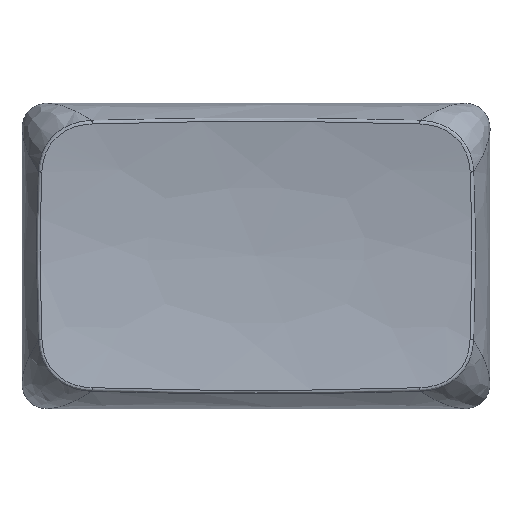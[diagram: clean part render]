
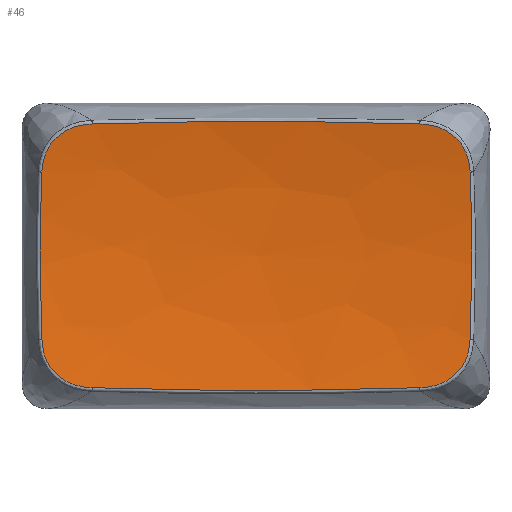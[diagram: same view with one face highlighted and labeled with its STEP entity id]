
A CAD part, top view. The second image highlights one B-rep face of the part: STEP entity #46.
In plain terms, the highlighted free-form (B-spline) face has degree [2, 2] with [3, 3] control points.
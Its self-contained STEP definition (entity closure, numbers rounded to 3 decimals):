
#46=ADVANCED_FACE('',(#176),#1896,.T.);
#176=FACE_OUTER_BOUND('',#305,.T.);
#305=EDGE_LOOP('',(#562,#563,#564,#565,#566,#567,#568,#569));
#562=ORIENTED_EDGE('',*,*,#1123,.T.);
#563=ORIENTED_EDGE('',*,*,#1117,.F.);
#564=ORIENTED_EDGE('',*,*,#1119,.F.);
#565=ORIENTED_EDGE('',*,*,#1118,.T.);
#566=ORIENTED_EDGE('',*,*,#1122,.F.);
#567=ORIENTED_EDGE('',*,*,#1120,.T.);
#568=ORIENTED_EDGE('',*,*,#1121,.T.);
#569=ORIENTED_EDGE('',*,*,#1116,.F.);
#1116=EDGE_CURVE('',#1738,#1741,#1392,.T.);
#1117=EDGE_CURVE('',#1745,#1739,#1393,.T.);
#1118=EDGE_CURVE('',#1742,#1743,#1394,.T.);
#1119=EDGE_CURVE('',#1742,#1745,#1395,.T.);
#1120=EDGE_CURVE('',#1744,#1740,#1396,.T.);
#1121=EDGE_CURVE('',#1740,#1741,#1397,.T.);
#1122=EDGE_CURVE('',#1744,#1743,#1398,.T.);
#1123=EDGE_CURVE('',#1738,#1739,#1399,.T.);
#1392=(
BOUNDED_CURVE()
B_SPLINE_CURVE(3,(#3808,#3809,#3810,#3811,#3812,#3813,#3814),
 .UNSPECIFIED.,.F.,.F.)
B_SPLINE_CURVE_WITH_KNOTS((4,1,1,1,4),(0.074,1.036,
2.015,3.328,4.636),.UNSPECIFIED.)
CURVE()
GEOMETRIC_REPRESENTATION_ITEM()
RATIONAL_B_SPLINE_CURVE((1.,1.,1.,1.,1.,1.,1.))
REPRESENTATION_ITEM('')
);
#1393=(
BOUNDED_CURVE()
B_SPLINE_CURVE(3,(#3815,#3816,#3817,#3818,#3819,#3820,#3821),
 .UNSPECIFIED.,.F.,.F.)
B_SPLINE_CURVE_WITH_KNOTS((4,1,1,1,4),(0.083,1.391,
2.704,3.683,4.645),.UNSPECIFIED.)
CURVE()
GEOMETRIC_REPRESENTATION_ITEM()
RATIONAL_B_SPLINE_CURVE((1.,1.,1.,1.,1.,1.,1.))
REPRESENTATION_ITEM('')
);
#1394=(
BOUNDED_CURVE()
B_SPLINE_CURVE(3,(#3822,#3823,#3824,#3825,#3826,#3827,#3828),
 .UNSPECIFIED.,.F.,.F.)
B_SPLINE_CURVE_WITH_KNOTS((4,1,1,1,4),(0.083,1.391,
2.704,3.683,4.645),.UNSPECIFIED.)
CURVE()
GEOMETRIC_REPRESENTATION_ITEM()
RATIONAL_B_SPLINE_CURVE((1.,1.,1.,1.,1.,1.,1.))
REPRESENTATION_ITEM('')
);
#1395=(
BOUNDED_CURVE()
B_SPLINE_CURVE(3,(#3829,#3830,#3831,#3832,#3833,#3834,#3835),
 .UNSPECIFIED.,.F.,.F.)
B_SPLINE_CURVE_WITH_KNOTS((4,3,4),(-0.083,9.547,
19.176),.UNSPECIFIED.)
CURVE()
GEOMETRIC_REPRESENTATION_ITEM()
RATIONAL_B_SPLINE_CURVE((1.,1.,1.,1.,1.,1.,1.))
REPRESENTATION_ITEM('')
);
#1396=(
BOUNDED_CURVE()
B_SPLINE_CURVE(3,(#3836,#3837,#3838,#3839,#3840,#3841,#3842),
 .UNSPECIFIED.,.F.,.F.)
B_SPLINE_CURVE_WITH_KNOTS((4,1,1,1,4),(0.074,1.036,
2.015,3.328,4.636),.UNSPECIFIED.)
CURVE()
GEOMETRIC_REPRESENTATION_ITEM()
RATIONAL_B_SPLINE_CURVE((1.,1.,1.,1.,1.,1.,
1.))
REPRESENTATION_ITEM('')
);
#1397=(
BOUNDED_CURVE()
B_SPLINE_CURVE(3,(#3843,#3844,#3845,#3846,#3847,#3848,#3849),
 .UNSPECIFIED.,.F.,.F.)
B_SPLINE_CURVE_WITH_KNOTS((4,3,4),(-0.083,9.547,
19.176),.UNSPECIFIED.)
CURVE()
GEOMETRIC_REPRESENTATION_ITEM()
RATIONAL_B_SPLINE_CURVE((1.,1.,1.,1.,1.,1.,1.))
REPRESENTATION_ITEM('')
);
#1398=(
BOUNDED_CURVE()
B_SPLINE_CURVE(3,(#3850,#3851,#3852,#3853,#3854),.UNSPECIFIED.,.F.,.F.)
B_SPLINE_CURVE_WITH_KNOTS((4,1,4),(-0.074,4.865,
9.805),.UNSPECIFIED.)
CURVE()
GEOMETRIC_REPRESENTATION_ITEM()
RATIONAL_B_SPLINE_CURVE((1.,1.,1.,1.,1.))
REPRESENTATION_ITEM('')
);
#1399=(
BOUNDED_CURVE()
B_SPLINE_CURVE(3,(#3855,#3856,#3857,#3858,#3859,#3860,#3861),
 .UNSPECIFIED.,.F.,.F.)
B_SPLINE_CURVE_WITH_KNOTS((4,3,4),(-0.074,4.865,
9.805),.UNSPECIFIED.)
CURVE()
GEOMETRIC_REPRESENTATION_ITEM()
RATIONAL_B_SPLINE_CURVE((1.,1.,1.,1.,1.,1.,1.))
REPRESENTATION_ITEM('')
);
#1738=VERTEX_POINT('',#3232);
#1739=VERTEX_POINT('',#3233);
#1740=VERTEX_POINT('',#3234);
#1741=VERTEX_POINT('',#3235);
#1742=VERTEX_POINT('',#3236);
#1743=VERTEX_POINT('',#3237);
#1744=VERTEX_POINT('',#3238);
#1745=VERTEX_POINT('',#3239);
#1896=(
BOUNDED_SURFACE()
B_SPLINE_SURFACE(2,2,((#2662,#2663,#2664),(#2665,#2666,#2667),(#2668,#2669,
#2670)),.UNSPECIFIED.,.F.,.F.,.F.)
B_SPLINE_SURFACE_WITH_KNOTS((3,3),(3,3),(70.545,86.535),
(227.56,243.679),.UNSPECIFIED.)
GEOMETRIC_REPRESENTATION_ITEM()
RATIONAL_B_SPLINE_SURFACE(((0.947,0.934,0.947),
(0.935,0.922,0.935),(0.947,
0.934,0.947)))
REPRESENTATION_ITEM('')
SURFACE()
);
#2662=CARTESIAN_POINT('',(-12.73,8.033,8.101));
#2663=CARTESIAN_POINT('',(0.,8.033,6.789));
#2664=CARTESIAN_POINT('',(12.73,8.033,8.101));
#2665=CARTESIAN_POINT('',(-13.068,0.,6.811));
#2666=CARTESIAN_POINT('',(0.,0.,5.464));
#2667=CARTESIAN_POINT('',(13.068,0.,6.811));
#2668=CARTESIAN_POINT('',(-12.73,-8.033,8.101));
#2669=CARTESIAN_POINT('',(0.,-8.033,6.789));
#2670=CARTESIAN_POINT('',(12.73,-8.033,8.101));
#3232=CARTESIAN_POINT('',(12.548,-4.911,7.669));
#3233=CARTESIAN_POINT('',(12.548,4.911,7.669));
#3234=CARTESIAN_POINT('',(-9.605,-7.728,7.77));
#3235=CARTESIAN_POINT('',(9.605,-7.728,7.77));
#3236=CARTESIAN_POINT('',(-9.605,7.728,7.77));
#3237=CARTESIAN_POINT('',(-12.548,4.911,7.669));
#3238=CARTESIAN_POINT('',(-12.548,-4.911,7.669));
#3239=CARTESIAN_POINT('',(9.605,7.728,7.77));
#3808=CARTESIAN_POINT('',(12.548,-4.911,7.669));
#3809=CARTESIAN_POINT('',(12.534,-5.229,7.7));
#3810=CARTESIAN_POINT('',(12.431,-5.867,7.759));
#3811=CARTESIAN_POINT('',(11.916,-6.838,7.834));
#3812=CARTESIAN_POINT('',(10.912,-7.56,7.849));
#3813=CARTESIAN_POINT('',(10.037,-7.713,7.801));
#3814=CARTESIAN_POINT('',(9.605,-7.728,7.77));
#3815=CARTESIAN_POINT('',(9.605,7.728,7.77));
#3816=CARTESIAN_POINT('',(10.037,7.713,7.801));
#3817=CARTESIAN_POINT('',(10.912,7.56,7.849));
#3818=CARTESIAN_POINT('',(11.916,6.838,7.834));
#3819=CARTESIAN_POINT('',(12.431,5.867,7.759));
#3820=CARTESIAN_POINT('',(12.534,5.229,7.7));
#3821=CARTESIAN_POINT('',(12.548,4.911,7.669));
#3822=CARTESIAN_POINT('',(-9.605,7.728,7.77));
#3823=CARTESIAN_POINT('',(-10.037,7.713,7.801));
#3824=CARTESIAN_POINT('',(-10.912,7.56,7.849));
#3825=CARTESIAN_POINT('',(-11.916,6.838,7.834));
#3826=CARTESIAN_POINT('',(-12.431,5.867,7.759));
#3827=CARTESIAN_POINT('',(-12.534,5.229,7.7));
#3828=CARTESIAN_POINT('',(-12.548,4.911,7.669));
#3829=CARTESIAN_POINT('',(-9.605,7.728,7.77));
#3830=CARTESIAN_POINT('',(-6.41,7.832,7.54));
#3831=CARTESIAN_POINT('',(-3.205,7.878,7.425));
#3832=CARTESIAN_POINT('',(0.,7.878,7.425));
#3833=CARTESIAN_POINT('',(3.205,7.878,7.425));
#3834=CARTESIAN_POINT('',(6.41,7.832,7.54));
#3835=CARTESIAN_POINT('',(9.605,7.728,7.77));
#3836=CARTESIAN_POINT('',(-12.548,-4.911,7.669));
#3837=CARTESIAN_POINT('',(-12.534,-5.229,7.7));
#3838=CARTESIAN_POINT('',(-12.431,-5.867,7.759));
#3839=CARTESIAN_POINT('',(-11.916,-6.838,7.834));
#3840=CARTESIAN_POINT('',(-10.912,-7.56,7.849));
#3841=CARTESIAN_POINT('',(-10.037,-7.713,7.801));
#3842=CARTESIAN_POINT('',(-9.605,-7.728,7.77));
#3843=CARTESIAN_POINT('',(-9.605,-7.728,7.77));
#3844=CARTESIAN_POINT('',(-6.41,-7.832,7.54));
#3845=CARTESIAN_POINT('',(-3.205,-7.878,7.425));
#3846=CARTESIAN_POINT('',(0.,-7.878,7.425));
#3847=CARTESIAN_POINT('',(3.205,-7.878,7.425));
#3848=CARTESIAN_POINT('',(6.41,-7.832,7.54));
#3849=CARTESIAN_POINT('',(9.605,-7.728,7.77));
#3850=CARTESIAN_POINT('',(-12.548,-4.911,7.669));
#3851=CARTESIAN_POINT('',(-12.617,-3.28,7.513));
#3852=CARTESIAN_POINT('',(-12.68,0.,7.356));
#3853=CARTESIAN_POINT('',(-12.617,3.28,7.513));
#3854=CARTESIAN_POINT('',(-12.548,4.911,7.669));
#3855=CARTESIAN_POINT('',(12.548,-4.911,7.669));
#3856=CARTESIAN_POINT('',(12.617,-3.28,7.513));
#3857=CARTESIAN_POINT('',(12.648,-1.64,7.435));
#3858=CARTESIAN_POINT('',(12.648,0.,7.435));
#3859=CARTESIAN_POINT('',(12.648,1.64,7.435));
#3860=CARTESIAN_POINT('',(12.617,3.28,7.513));
#3861=CARTESIAN_POINT('',(12.548,4.911,7.669));
